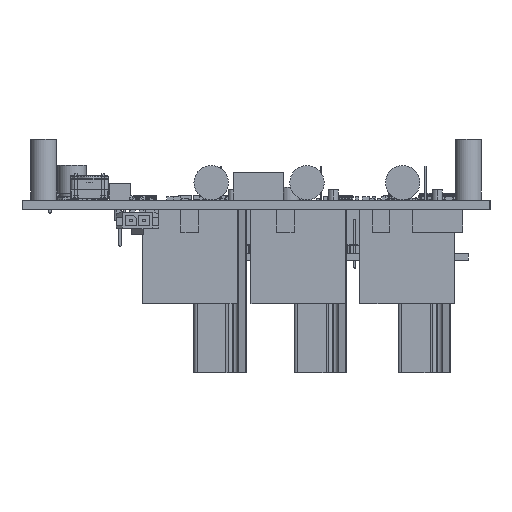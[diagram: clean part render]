
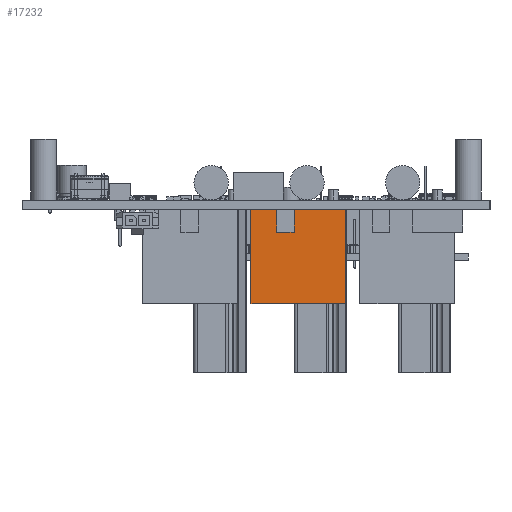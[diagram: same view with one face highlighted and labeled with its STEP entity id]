
A CAD part, left-side view. The second image highlights one B-rep face of the part: STEP entity #17232.
In plain terms, the highlighted planar face has unit normal (-1, 0, 0).
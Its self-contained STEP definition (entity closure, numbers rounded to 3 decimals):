
#17134 = EDGE_CURVE('',#17135,#17137,#17139,.T.);
#17135 = VERTEX_POINT('',#17136);
#17136 = CARTESIAN_POINT('',(-10.9,-10.9,0.));
#17137 = VERTEX_POINT('',#17138);
#17138 = CARTESIAN_POINT('',(-10.9,-10.9,21.6));
#17139 = LINE('',#17140,#17141);
#17140 = CARTESIAN_POINT('',(-10.9,-10.9,0.));
#17141 = VECTOR('',#17142,1.);
#17142 = DIRECTION('',(0.,0.,1.));
#17207 = VERTEX_POINT('',#17208);
#17208 = CARTESIAN_POINT('',(-10.9,10.9,21.6));
#17214 = EDGE_CURVE('',#17215,#17207,#17217,.T.);
#17215 = VERTEX_POINT('',#17216);
#17216 = CARTESIAN_POINT('',(-10.9,10.9,0.));
#17217 = LINE('',#17218,#17219);
#17218 = CARTESIAN_POINT('',(-10.9,10.9,0.));
#17219 = VECTOR('',#17220,1.);
#17220 = DIRECTION('',(0.,0.,1.));
#17232 = ADVANCED_FACE('',(#17233),#17249,.F.);
#17233 = FACE_BOUND('',#17234,.F.);
#17234 = EDGE_LOOP('',(#17235,#17236,#17242,#17243));
#17235 = ORIENTED_EDGE('',*,*,#17214,.T.);
#17236 = ORIENTED_EDGE('',*,*,#17237,.T.);
#17237 = EDGE_CURVE('',#17207,#17137,#17238,.T.);
#17238 = LINE('',#17239,#17240);
#17239 = CARTESIAN_POINT('',(-10.9,10.9,21.6));
#17240 = VECTOR('',#17241,1.);
#17241 = DIRECTION('',(0.,-1.,0.));
#17242 = ORIENTED_EDGE('',*,*,#17134,.F.);
#17243 = ORIENTED_EDGE('',*,*,#17244,.F.);
#17244 = EDGE_CURVE('',#17215,#17135,#17245,.T.);
#17245 = LINE('',#17246,#17247);
#17246 = CARTESIAN_POINT('',(-10.9,10.9,0.));
#17247 = VECTOR('',#17248,1.);
#17248 = DIRECTION('',(0.,-1.,0.));
#17249 = PLANE('',#17250);
#17250 = AXIS2_PLACEMENT_3D('',#17251,#17252,#17253);
#17251 = CARTESIAN_POINT('',(-10.9,10.9,0.));
#17252 = DIRECTION('',(1.,0.,0.));
#17253 = DIRECTION('',(0.,-1.,0.));
